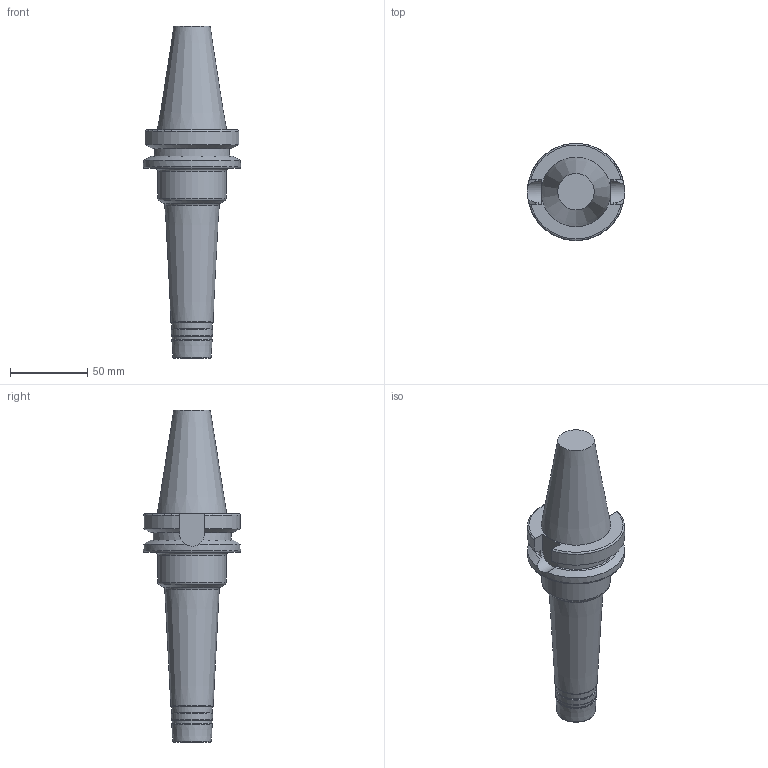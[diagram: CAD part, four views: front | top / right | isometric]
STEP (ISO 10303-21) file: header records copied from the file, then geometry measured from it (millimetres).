
FILE_DESCRIPTION(/* description */ (''),/* implementation_level */ '2;1');
FILE_NAME(/* name */ 'BT40ADB-HCS12-150.stp',/* time_stamp */ '2022-02-23T16:56:47+05:00',/* author */ (''),/* organization */ (''),/* preprocessor_version */ 'ST-DEVELOPER v16.7',/* originating_system */ 'SIEMENS PLM Software NX 12.0',/* authorisation */ '');
FILE_SCHEMA (('AUTOMOTIVE_DESIGN { 1 0 10303 214 3 1 1 1 }'));
Length unit declared in the file: millimetre
Products named in the file (1): inpu19449C05qn43
Bounding box: 63 x 63 x 215.4 mm (x, y, z)
Volume: 233953.6 mm3; surface area: 31784.1 mm2
Topology: 1 solids, 1 shells, 54 faces, 127 edges, 81 vertices
Faces by surface type: plane 15, cone 15, torus 15, cylinder 9
Full cylindrical faces by diameter (mm): 12 x1, 44.5 x1, 63 x1
Entity records: 1678 total; most frequent: CARTESIAN_POINT 366, DIRECTION 285, ORIENTED_EDGE 250, EDGE_CURVE 125, AXIS2_PLACEMENT_3D 121, VERTEX_POINT 77, CIRCLE 63, EDGE_LOOP 58
